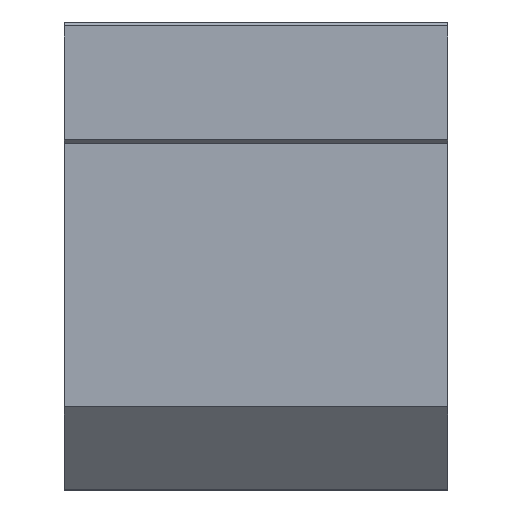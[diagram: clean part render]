
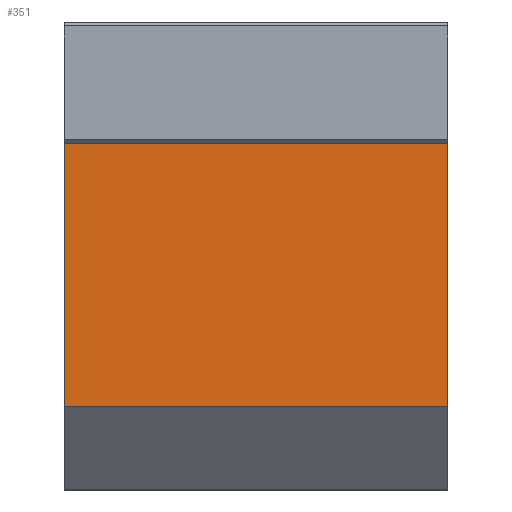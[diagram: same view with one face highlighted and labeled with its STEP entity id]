
A CAD part, top view. The second image highlights one B-rep face of the part: STEP entity #351.
In plain terms, the highlighted planar face has unit normal (0, 0, 1).
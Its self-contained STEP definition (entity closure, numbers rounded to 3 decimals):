
#49 = ORIENTED_EDGE ( 'NONE', *, *, #231, .T. ) ;
#50 = ORIENTED_EDGE ( 'NONE', *, *, #217, .F. ) ;
#55 = ORIENTED_EDGE ( 'NONE', *, *, #237, .F. ) ;
#65 = EDGE_LOOP ( 'NONE', ( #49, #55, #50, #98 ) ) ;
#98 = ORIENTED_EDGE ( 'NONE', *, *, #920, .T. ) ;
#217 = EDGE_CURVE ( 'NONE', #781, #716, #405, .T. ) ;
#231 = EDGE_CURVE ( 'NONE', #787, #715, #479, .T. ) ;
#237 = EDGE_CURVE ( 'NONE', #716, #715, #407, .T. ) ;
#302 = AXIS2_PLACEMENT_3D ( 'NONE', #791, #767, #766 ) ;
#351 = ADVANCED_FACE ( 'NONE', ( #959 ), #779, .T. ) ;
#389 = VECTOR ( 'NONE', #724, 1000. ) ;
#404 = VECTOR ( 'NONE', #908, 1000. ) ;
#405 = LINE ( 'NONE', #865, #404 ) ;
#406 = VECTOR ( 'NONE', #895, 1000. ) ;
#407 = LINE ( 'NONE', #837, #406 ) ;
#479 = LINE ( 'NONE', #612, #389 ) ;
#593 = DIRECTION ( 'NONE',  ( 0., -1., 0. ) ) ;
#594 = CARTESIAN_POINT ( 'NONE',  ( -24.45, -19., 38.5 ) ) ;
#612 = CARTESIAN_POINT ( 'NONE',  ( -24.45, -19., 38.5 ) ) ;
#653 = CARTESIAN_POINT ( 'NONE',  ( -24.45, -19., 38.5 ) ) ;
#658 = CARTESIAN_POINT ( 'NONE',  ( -24.45, 14.5, 38.5 ) ) ;
#670 = CARTESIAN_POINT ( 'NONE',  ( 24.45, 14.5, 38.5 ) ) ;
#672 = CARTESIAN_POINT ( 'NONE',  ( 24.45, -19., 38.5 ) ) ;
#715 = VERTEX_POINT ( 'NONE', #672 ) ;
#716 = VERTEX_POINT ( 'NONE', #670 ) ;
#724 = DIRECTION ( 'NONE',  ( 1., 0., 0. ) ) ;
#766 = DIRECTION ( 'NONE',  ( 0., -1., 0. ) ) ;
#767 = DIRECTION ( 'NONE',  ( 0., 0., 1. ) ) ;
#779 = PLANE ( 'NONE',  #302 ) ;
#781 = VERTEX_POINT ( 'NONE', #658 ) ;
#787 = VERTEX_POINT ( 'NONE', #653 ) ;
#791 = CARTESIAN_POINT ( 'NONE',  ( -24.45, -19., 38.5 ) ) ;
#837 = CARTESIAN_POINT ( 'NONE',  ( 24.45, -19., 38.5 ) ) ;
#865 = CARTESIAN_POINT ( 'NONE',  ( -24.45, 14.5, 38.5 ) ) ;
#895 = DIRECTION ( 'NONE',  ( 0., -1., 0. ) ) ;
#908 = DIRECTION ( 'NONE',  ( 1., 0., 0. ) ) ;
#920 = EDGE_CURVE ( 'NONE', #781, #787, #953, .T. ) ;
#922 = VECTOR ( 'NONE', #593, 1000. ) ;
#953 = LINE ( 'NONE', #594, #922 ) ;
#959 = FACE_OUTER_BOUND ( 'NONE', #65, .T. ) ;
